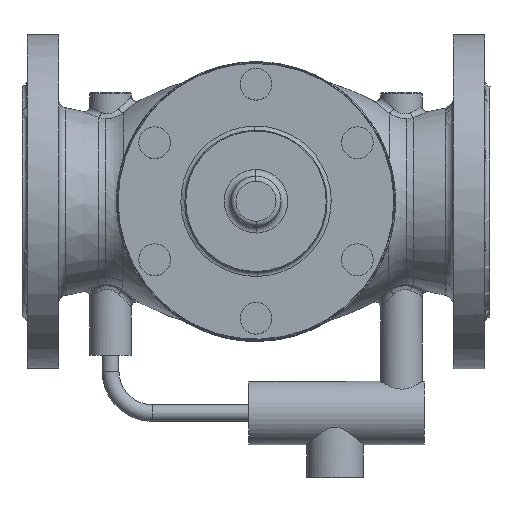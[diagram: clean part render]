
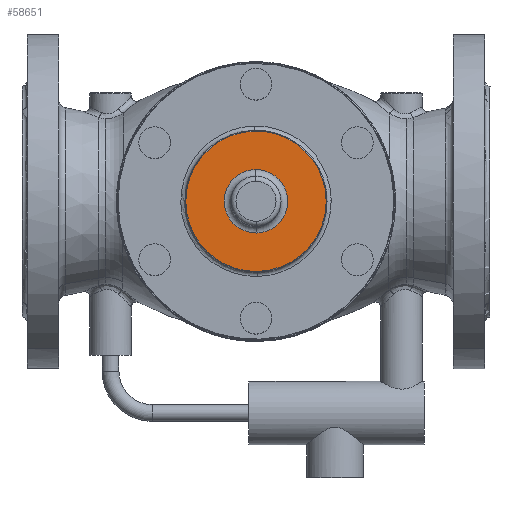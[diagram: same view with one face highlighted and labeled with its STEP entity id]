
A CAD part, top view. The second image highlights one B-rep face of the part: STEP entity #58651.
In plain terms, the highlighted planar face has unit normal (0, 0, 1).
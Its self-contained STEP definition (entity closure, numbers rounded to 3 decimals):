
#58490=CARTESIAN_POINT('Vertex',(-0.986,41.988,297.5)) ;
#58497=CARTESIAN_POINT('Vertex',(0.986,-41.988,297.5)) ;
#58500=CARTESIAN_POINT('Axis2P3D Location',(0.,0.,297.5)) ;
#58504=CARTESIAN_POINT('Vertex',(-42.,0.,297.5)) ;
#58507=CARTESIAN_POINT('Axis2P3D Location',(0.,0.,297.5)) ;
#58526=CARTESIAN_POINT('Axis2P3D Location',(0.,0.,297.5)) ;
#58530=CARTESIAN_POINT('Vertex',(42.,0.,297.5)) ;
#58533=CARTESIAN_POINT('Axis2P3D Location',(0.,0.,297.5)) ;
#58580=CARTESIAN_POINT('Axis2P3D Location',(-9.498,16.456,297.5)) ;
#58592=CARTESIAN_POINT('Control Point',(0.446,-18.995,297.5)) ;
#58593=CARTESIAN_POINT('Control Point',(-1.475,-19.04,297.5)) ;
#58594=CARTESIAN_POINT('Control Point',(-3.402,-18.842,297.5)) ;
#58595=CARTESIAN_POINT('Control Point',(-5.294,-18.4,297.5)) ;
#58596=CARTESIAN_POINT('Control Point',(-8.925,-17.048,297.5)) ;
#58597=CARTESIAN_POINT('Control Point',(-12.104,-14.835,297.5)) ;
#58598=CARTESIAN_POINT('Control Point',(-13.546,-13.532,297.5)) ;
#58599=CARTESIAN_POINT('Control Point',(-16.067,-10.59,297.5)) ;
#58600=CARTESIAN_POINT('Control Point',(-17.776,-7.114,297.5)) ;
#58601=CARTESIAN_POINT('Control Point',(-18.406,-5.275,297.5)) ;
#58602=CARTESIAN_POINT('Control Point',(-19.186,-1.481,297.5)) ;
#58603=CARTESIAN_POINT('Control Point',(-18.997,2.388,297.5)) ;
#58604=CARTESIAN_POINT('Control Point',(-18.657,4.302,297.5)) ;
#58605=CARTESIAN_POINT('Control Point',(-17.501,7.999,297.5)) ;
#58606=CARTESIAN_POINT('Control Point',(-15.462,11.293,297.5)) ;
#58607=CARTESIAN_POINT('Control Point',(-14.238,12.802,297.5)) ;
#58608=CARTESIAN_POINT('Control Point',(-11.435,15.477,297.5)) ;
#58609=CARTESIAN_POINT('Control Point',(-8.055,17.37,297.5)) ;
#58610=CARTESIAN_POINT('Control Point',(-6.253,18.097,297.5)) ;
#58611=CARTESIAN_POINT('Control Point',(-3.983,18.692,297.5)) ;
#58612=CARTESIAN_POINT('Control Point',(-1.666,18.933,297.5)) ;
#58613=CARTESIAN_POINT('Control Point',(-1.259,18.965,297.5)) ;
#58614=CARTESIAN_POINT('Control Point',(-0.853,18.985,297.5)) ;
#58615=CARTESIAN_POINT('Control Point',(-0.446,18.995,297.5)) ;
#58616=CARTESIAN_POINT('Vertex',(0.446,-18.995,297.5)) ;
#58618=CARTESIAN_POINT('Vertex',(-0.446,18.995,297.5)) ;
#58622=CARTESIAN_POINT('Control Point',(-0.446,18.995,297.5)) ;
#58623=CARTESIAN_POINT('Control Point',(1.475,19.04,297.5)) ;
#58624=CARTESIAN_POINT('Control Point',(3.402,18.842,297.5)) ;
#58625=CARTESIAN_POINT('Control Point',(5.294,18.4,297.5)) ;
#58626=CARTESIAN_POINT('Control Point',(8.925,17.048,297.5)) ;
#58627=CARTESIAN_POINT('Control Point',(12.104,14.835,297.5)) ;
#58628=CARTESIAN_POINT('Control Point',(13.546,13.532,297.5)) ;
#58629=CARTESIAN_POINT('Control Point',(16.067,10.59,297.5)) ;
#58630=CARTESIAN_POINT('Control Point',(17.776,7.114,297.5)) ;
#58631=CARTESIAN_POINT('Control Point',(18.406,5.275,297.5)) ;
#58632=CARTESIAN_POINT('Control Point',(19.186,1.481,297.5)) ;
#58633=CARTESIAN_POINT('Control Point',(18.997,-2.388,297.5)) ;
#58634=CARTESIAN_POINT('Control Point',(18.657,-4.302,297.5)) ;
#58635=CARTESIAN_POINT('Control Point',(17.501,-7.999,297.5)) ;
#58636=CARTESIAN_POINT('Control Point',(15.462,-11.293,297.5)) ;
#58637=CARTESIAN_POINT('Control Point',(14.238,-12.802,297.5)) ;
#58638=CARTESIAN_POINT('Control Point',(11.435,-15.477,297.5)) ;
#58639=CARTESIAN_POINT('Control Point',(8.055,-17.37,297.5)) ;
#58640=CARTESIAN_POINT('Control Point',(6.253,-18.097,297.5)) ;
#58641=CARTESIAN_POINT('Control Point',(3.983,-18.692,297.5)) ;
#58642=CARTESIAN_POINT('Control Point',(1.666,-18.933,297.5)) ;
#58643=CARTESIAN_POINT('Control Point',(1.259,-18.965,297.5)) ;
#58644=CARTESIAN_POINT('Control Point',(0.853,-18.985,297.5)) ;
#58645=CARTESIAN_POINT('Control Point',(0.446,-18.995,297.5)) ;
#58501=DIRECTION('Axis2P3D Direction',(0.,0.,1.)) ;
#58508=DIRECTION('Axis2P3D Direction',(0.,0.,1.)) ;
#58527=DIRECTION('Axis2P3D Direction',(0.,0.,1.)) ;
#58534=DIRECTION('Axis2P3D Direction',(0.,0.,1.)) ;
#58581=DIRECTION('Axis2P3D Direction',(0.,0.,-1.)) ;
#58582=DIRECTION('Axis2P3D XDirection',(0.,-1.,0.)) ;
#58502=AXIS2_PLACEMENT_3D('Circle Axis2P3D',#58500,#58501,$) ;
#58509=AXIS2_PLACEMENT_3D('Circle Axis2P3D',#58507,#58508,$) ;
#58528=AXIS2_PLACEMENT_3D('Circle Axis2P3D',#58526,#58527,$) ;
#58535=AXIS2_PLACEMENT_3D('Circle Axis2P3D',#58533,#58534,$) ;
#58583=AXIS2_PLACEMENT_3D('Plane Axis2P3D',#58580,#58581,#58582) ;
#58586=ORIENTED_EDGE('',*,*,#58532,.F.) ;
#58587=ORIENTED_EDGE('',*,*,#58511,.F.) ;
#58588=ORIENTED_EDGE('',*,*,#58506,.F.) ;
#58589=ORIENTED_EDGE('',*,*,#58537,.F.) ;
#58648=ORIENTED_EDGE('',*,*,#58620,.T.) ;
#58649=ORIENTED_EDGE('',*,*,#58646,.T.) ;
#58650=FACE_BOUND('',#58647,.T.) ;
#58651=ADVANCED_FACE('NONE',(#58590,#58650),#58584,.F.) ;
#58591=B_SPLINE_CURVE_WITH_KNOTS('',5,(#58592,#58593,#58594,#58595,#58596,#58597,#58598,#58599,#58600,#58601,#58602,#58603,#58604,#58605,#58606,#58607,#58608,#58609,#58610,#58611,#58612,#58613,#58614,#58615),.UNSPECIFIED.,.F.,.U.,(6,3,3,3,3,3,3,6),(0.,13.624,27.248,40.872,54.496,68.12,81.744,84.628),.UNSPECIFIED.) ;
#58621=B_SPLINE_CURVE_WITH_KNOTS('',5,(#58622,#58623,#58624,#58625,#58626,#58627,#58628,#58629,#58630,#58631,#58632,#58633,#58634,#58635,#58636,#58637,#58638,#58639,#58640,#58641,#58642,#58643,#58644,#58645),.UNSPECIFIED.,.F.,.U.,(6,3,3,3,3,3,3,6),(0.,13.624,27.248,40.872,54.496,68.12,81.744,84.628),.UNSPECIFIED.) ;
#58503=CIRCLE('generated circle',#58502,42.) ;
#58510=CIRCLE('generated circle',#58509,42.) ;
#58529=CIRCLE('generated circle',#58528,42.) ;
#58536=CIRCLE('generated circle',#58535,42.) ;
#58506=EDGE_CURVE('',#58498,#58505,#58503,.F.) ;
#58511=EDGE_CURVE('',#58505,#58491,#58510,.F.) ;
#58532=EDGE_CURVE('',#58491,#58531,#58529,.F.) ;
#58537=EDGE_CURVE('',#58531,#58498,#58536,.F.) ;
#58620=EDGE_CURVE('',#58617,#58619,#58591,.T.) ;
#58646=EDGE_CURVE('',#58619,#58617,#58621,.T.) ;
#58585=EDGE_LOOP('',(#58586,#58587,#58588,#58589)) ;
#58647=EDGE_LOOP('',(#58648,#58649)) ;
#58590=FACE_OUTER_BOUND('',#58585,.T.) ;
#58584=PLANE('',#58583) ;
#58491=VERTEX_POINT('',#58490) ;
#58498=VERTEX_POINT('',#58497) ;
#58505=VERTEX_POINT('',#58504) ;
#58531=VERTEX_POINT('',#58530) ;
#58617=VERTEX_POINT('',#58616) ;
#58619=VERTEX_POINT('',#58618) ;
